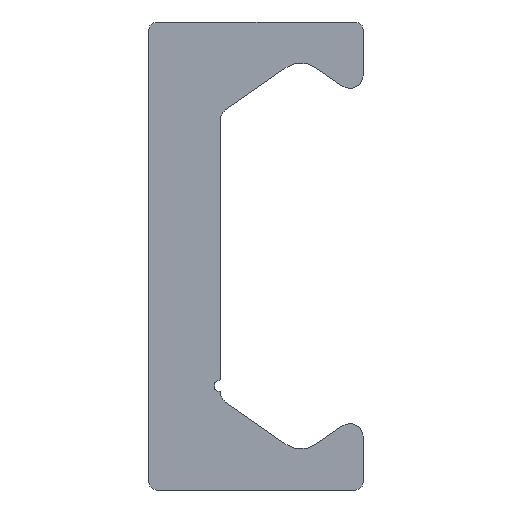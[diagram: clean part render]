
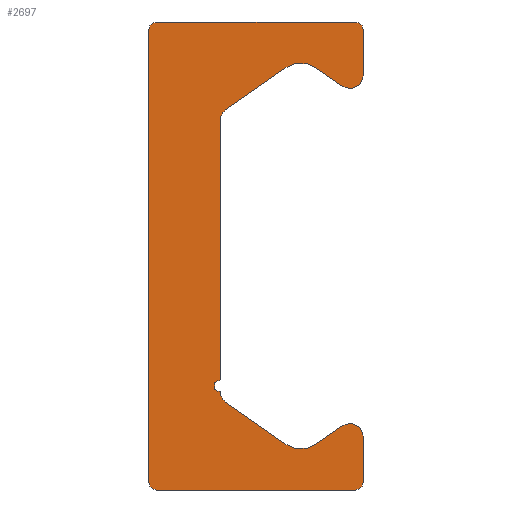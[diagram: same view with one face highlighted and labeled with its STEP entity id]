
A CAD part, left-side view. The second image highlights one B-rep face of the part: STEP entity #2697.
In plain terms, the highlighted planar face has unit normal (-1, 0, 0).
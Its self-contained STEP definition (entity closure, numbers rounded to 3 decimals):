
#1647=CARTESIAN_POINT('',(0.0,1.375,5.214));
#1648=VERTEX_POINT('',#1647);
#1655=CARTESIAN_POINT('',(0.0,1.375,-4.75));
#1656=VERTEX_POINT('',#1655);
#1657=CARTESIAN_POINT('',(0.0,1.375,5.214));
#1658=DIRECTION('',(0.0,0.0,-1.0));
#1659=VECTOR('',#1658,9.964);
#1660=LINE('',#1657,#1659);
#1661=EDGE_CURVE('',#1648,#1656,#1660,.T.);
#1924=CARTESIAN_POINT('',(0.0,3.825,-9.));
#1925=VERTEX_POINT('',#1924);
#1932=CARTESIAN_POINT('',(0.0,4.125,-8.7));
#1933=VERTEX_POINT('',#1932);
#1934=CARTESIAN_POINT('',(0.0,3.825,-8.7));
#1935=DIRECTION('',(1.0,0.0,0.0));
#1936=DIRECTION('',(0.0,0.0,-1.0));
#1937=AXIS2_PLACEMENT_3D('',#1934,#1935,#1936);
#1938=CIRCLE('',#1937,0.3);
#1939=EDGE_CURVE('',#1925,#1933,#1938,.T.);
#1963=CARTESIAN_POINT('',(0.0,-3.825,-9.));
#1964=VERTEX_POINT('',#1963);
#1971=CARTESIAN_POINT('',(0.0,-3.825,-9.));
#1972=DIRECTION('',(0.0,1.0,0.0));
#1973=VECTOR('',#1972,7.65);
#1974=LINE('',#1971,#1973);
#1975=EDGE_CURVE('',#1964,#1925,#1974,.T.);
#1995=CARTESIAN_POINT('',(0.0,-4.125,-8.7));
#1996=VERTEX_POINT('',#1995);
#2003=CARTESIAN_POINT('',(0.0,-3.825,-8.7));
#2004=DIRECTION('',(1.0,0.0,0.0));
#2005=DIRECTION('',(0.0,-1.0,0.0));
#2006=AXIS2_PLACEMENT_3D('',#2003,#2004,#2005);
#2007=CIRCLE('',#2006,0.3);
#2008=EDGE_CURVE('',#1996,#1964,#2007,.T.);
#2027=CARTESIAN_POINT('',(0.0,-4.125,-6.925));
#2028=VERTEX_POINT('',#2027);
#2035=CARTESIAN_POINT('',(0.0,-4.125,-6.925));
#2036=DIRECTION('',(0.0,0.0,-1.0));
#2037=VECTOR('',#2036,1.775);
#2038=LINE('',#2035,#2037);
#2039=EDGE_CURVE('',#2028,#1996,#2038,.T.);
#2059=CARTESIAN_POINT('',(0.0,-3.338,-6.515));
#2060=VERTEX_POINT('',#2059);
#2067=CARTESIAN_POINT('',(0.0,-3.625,-6.925));
#2068=DIRECTION('',(1.0,0.0,0.0));
#2069=DIRECTION('',(0.0,0.574,0.819));
#2070=AXIS2_PLACEMENT_3D('',#2067,#2068,#2069);
#2071=CIRCLE('',#2070,0.5);
#2072=EDGE_CURVE('',#2060,#2028,#2071,.T.);
#2091=CARTESIAN_POINT('',(0.0,-2.299,-7.243));
#2092=VERTEX_POINT('',#2091);
#2099=CARTESIAN_POINT('',(0.0,-2.299,-7.243));
#2100=DIRECTION('',(0.0,-0.819,0.574));
#2101=VECTOR('',#2100,1.269);
#2102=LINE('',#2099,#2101);
#2103=EDGE_CURVE('',#2092,#2060,#2102,.T.);
#2123=CARTESIAN_POINT('',(0.0,-1.151,-7.243));
#2124=VERTEX_POINT('',#2123);
#2131=CARTESIAN_POINT('',(0.0,-1.725,-6.424));
#2132=DIRECTION('',(-1.0,0.0,0.0));
#2133=DIRECTION('',(0.0,0.574,0.819));
#2134=AXIS2_PLACEMENT_3D('',#2131,#2132,#2133);
#2135=CIRCLE('',#2134,1.0);
#2136=EDGE_CURVE('',#2124,#2092,#2135,.T.);
#2155=CARTESIAN_POINT('',(0.0,1.162,-5.624));
#2156=VERTEX_POINT('',#2155);
#2163=CARTESIAN_POINT('',(0.0,1.162,-5.624));
#2164=DIRECTION('',(0.0,-0.819,-0.574));
#2165=VECTOR('',#2164,2.824);
#2166=LINE('',#2163,#2165);
#2167=EDGE_CURVE('',#2156,#2124,#2166,.T.);
#2187=CARTESIAN_POINT('',(0.0,1.375,-5.214));
#2188=VERTEX_POINT('',#2187);
#2195=CARTESIAN_POINT('',(0.0,0.875,-5.214));
#2196=DIRECTION('',(-1.0,0.0,0.0));
#2197=DIRECTION('',(0.0,-0.574,0.819));
#2198=AXIS2_PLACEMENT_3D('',#2195,#2196,#2197);
#2199=CIRCLE('',#2198,0.5);
#2200=EDGE_CURVE('',#2188,#2156,#2199,.T.);
#2219=CARTESIAN_POINT('',(0.0,1.375,-5.25));
#2220=VERTEX_POINT('',#2219);
#2227=CARTESIAN_POINT('',(0.0,1.375,-5.25));
#2228=DIRECTION('',(0.0,0.0,1.0));
#2229=VECTOR('',#2228,0.036);
#2230=LINE('',#2227,#2229);
#2231=EDGE_CURVE('',#2220,#2188,#2230,.T.);
#2274=CARTESIAN_POINT('',(0.0,1.375,-5.0));
#2275=DIRECTION('',(-1.0,0.0,0.0));
#2276=DIRECTION('',(0.0,0.0,1.0));
#2277=AXIS2_PLACEMENT_3D('',#2274,#2275,#2276);
#2278=CIRCLE('',#2277,0.25);
#2279=EDGE_CURVE('',#1656,#2220,#2278,.T.);
#2299=CARTESIAN_POINT('',(0.0,1.162,5.624));
#2300=VERTEX_POINT('',#2299);
#2307=CARTESIAN_POINT('',(0.0,0.875,5.214));
#2308=DIRECTION('',(-1.0,0.0,0.0));
#2309=DIRECTION('',(0.0,-1.0,0.0));
#2310=AXIS2_PLACEMENT_3D('',#2307,#2308,#2309);
#2311=CIRCLE('',#2310,0.5);
#2312=EDGE_CURVE('',#2300,#1648,#2311,.T.);
#2331=CARTESIAN_POINT('',(0.0,-1.151,7.243));
#2332=VERTEX_POINT('',#2331);
#2339=CARTESIAN_POINT('',(0.0,-1.151,7.243));
#2340=DIRECTION('',(0.0,0.819,-0.574));
#2341=VECTOR('',#2340,2.824);
#2342=LINE('',#2339,#2341);
#2343=EDGE_CURVE('',#2332,#2300,#2342,.T.);
#2363=CARTESIAN_POINT('',(0.0,-2.299,7.243));
#2364=VERTEX_POINT('',#2363);
#2371=CARTESIAN_POINT('',(0.0,-1.725,6.424));
#2372=DIRECTION('',(-1.0,0.0,0.0));
#2373=DIRECTION('',(0.0,-0.574,-0.819));
#2374=AXIS2_PLACEMENT_3D('',#2371,#2372,#2373);
#2375=CIRCLE('',#2374,1.0);
#2376=EDGE_CURVE('',#2364,#2332,#2375,.T.);
#2395=CARTESIAN_POINT('',(0.0,-3.338,6.515));
#2396=VERTEX_POINT('',#2395);
#2403=CARTESIAN_POINT('',(0.0,-3.338,6.515));
#2404=DIRECTION('',(0.0,0.819,0.574));
#2405=VECTOR('',#2404,1.269);
#2406=LINE('',#2403,#2405);
#2407=EDGE_CURVE('',#2396,#2364,#2406,.T.);
#2427=CARTESIAN_POINT('',(0.0,-4.125,6.925));
#2428=VERTEX_POINT('',#2427);
#2435=CARTESIAN_POINT('',(0.0,-3.625,6.925));
#2436=DIRECTION('',(1.0,0.0,0.0));
#2437=DIRECTION('',(0.0,-1.0,0.0));
#2438=AXIS2_PLACEMENT_3D('',#2435,#2436,#2437);
#2439=CIRCLE('',#2438,0.5);
#2440=EDGE_CURVE('',#2428,#2396,#2439,.T.);
#2459=CARTESIAN_POINT('',(0.0,-4.125,8.7));
#2460=VERTEX_POINT('',#2459);
#2467=CARTESIAN_POINT('',(0.0,-4.125,8.7));
#2468=DIRECTION('',(0.0,0.0,-1.0));
#2469=VECTOR('',#2468,1.775);
#2470=LINE('',#2467,#2469);
#2471=EDGE_CURVE('',#2460,#2428,#2470,.T.);
#2491=CARTESIAN_POINT('',(0.0,-3.825,9.));
#2492=VERTEX_POINT('',#2491);
#2499=CARTESIAN_POINT('',(0.0,-3.825,8.7));
#2500=DIRECTION('',(1.0,0.0,0.0));
#2501=DIRECTION('',(0.0,0.0,1.0));
#2502=AXIS2_PLACEMENT_3D('',#2499,#2500,#2501);
#2503=CIRCLE('',#2502,0.3);
#2504=EDGE_CURVE('',#2492,#2460,#2503,.T.);
#2523=CARTESIAN_POINT('',(0.0,3.825,9.));
#2524=VERTEX_POINT('',#2523);
#2531=CARTESIAN_POINT('',(0.0,3.825,9.));
#2532=DIRECTION('',(0.0,-1.0,0.0));
#2533=VECTOR('',#2532,7.65);
#2534=LINE('',#2531,#2533);
#2535=EDGE_CURVE('',#2524,#2492,#2534,.T.);
#2555=CARTESIAN_POINT('',(0.0,4.125,8.7));
#2556=VERTEX_POINT('',#2555);
#2563=CARTESIAN_POINT('',(0.0,3.825,8.7));
#2564=DIRECTION('',(1.0,0.0,0.0));
#2565=DIRECTION('',(0.0,1.0,0.0));
#2566=AXIS2_PLACEMENT_3D('',#2563,#2564,#2565);
#2567=CIRCLE('',#2566,0.3);
#2568=EDGE_CURVE('',#2556,#2524,#2567,.T.);
#2586=CARTESIAN_POINT('',(0.0,4.125,-8.7));
#2587=DIRECTION('',(0.0,0.0,1.0));
#2588=VECTOR('',#2587,17.4);
#2589=LINE('',#2586,#2588);
#2590=EDGE_CURVE('',#1933,#2556,#2589,.T.);
#2668=CARTESIAN_POINT('',(0.0,0.856,-0.029));
#2669=DIRECTION('',(1.0,0.0,0.0));
#2670=DIRECTION('',(0.0,0.0,-1.0));
#2671=AXIS2_PLACEMENT_3D('',#2668,#2669,#2670);
#2672=PLANE('',#2671);
#2673=ORIENTED_EDGE('',*,*,#2590,.F.);
#2674=ORIENTED_EDGE('',*,*,#1939,.F.);
#2675=ORIENTED_EDGE('',*,*,#1975,.F.);
#2676=ORIENTED_EDGE('',*,*,#2008,.F.);
#2677=ORIENTED_EDGE('',*,*,#2039,.F.);
#2678=ORIENTED_EDGE('',*,*,#2072,.F.);
#2679=ORIENTED_EDGE('',*,*,#2103,.F.);
#2680=ORIENTED_EDGE('',*,*,#2136,.F.);
#2681=ORIENTED_EDGE('',*,*,#2167,.F.);
#2682=ORIENTED_EDGE('',*,*,#2200,.F.);
#2683=ORIENTED_EDGE('',*,*,#2231,.F.);
#2684=ORIENTED_EDGE('',*,*,#2279,.F.);
#2685=ORIENTED_EDGE('',*,*,#1661,.F.);
#2686=ORIENTED_EDGE('',*,*,#2312,.F.);
#2687=ORIENTED_EDGE('',*,*,#2343,.F.);
#2688=ORIENTED_EDGE('',*,*,#2376,.F.);
#2689=ORIENTED_EDGE('',*,*,#2407,.F.);
#2690=ORIENTED_EDGE('',*,*,#2440,.F.);
#2691=ORIENTED_EDGE('',*,*,#2471,.F.);
#2692=ORIENTED_EDGE('',*,*,#2504,.F.);
#2693=ORIENTED_EDGE('',*,*,#2535,.F.);
#2694=ORIENTED_EDGE('',*,*,#2568,.F.);
#2695=EDGE_LOOP('',(#2673,#2674,#2675,#2676,#2677,#2678,#2679,#2680,#2681,#2682,#2683,#2684,#2685,#2686,#2687,#2688,#2689,#2690,#2691,#2692,#2693,#2694));
#2696=FACE_OUTER_BOUND('',#2695,.T.);
#2697=ADVANCED_FACE('',(#2696),#2672,.F.);
